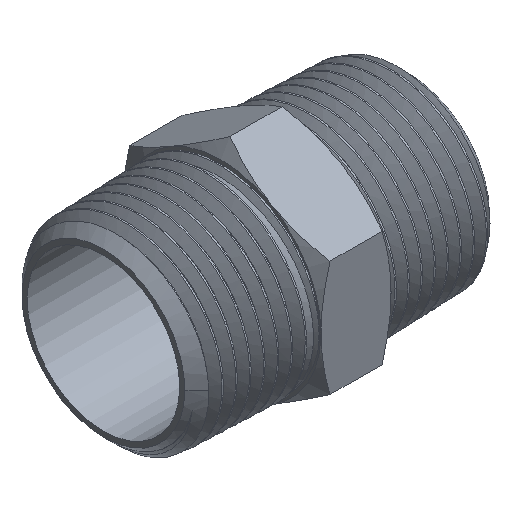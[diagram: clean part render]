
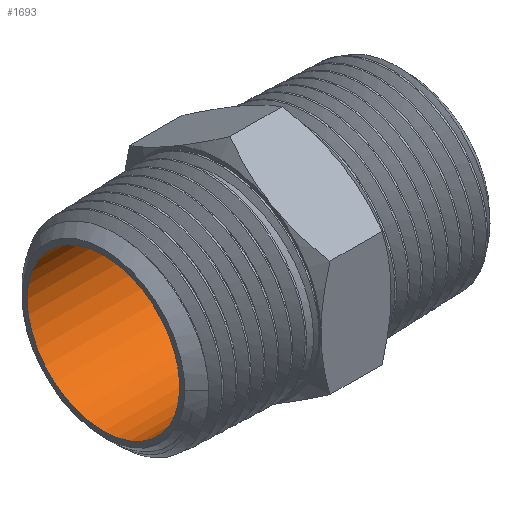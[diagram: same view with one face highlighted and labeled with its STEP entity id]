
A CAD part, isometric view. The second image highlights one B-rep face of the part: STEP entity #1693.
In plain terms, the highlighted cylindrical face has radius 10.287 mm (diameter 20.574 mm), a full revolution.
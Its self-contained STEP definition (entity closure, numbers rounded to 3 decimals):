
#21=CYLINDRICAL_SURFACE('',#1789,10.287);
#89=CIRCLE('',#1785,10.287);
#92=CIRCLE('',#1790,10.287);
#143=FACE_OUTER_BOUND('',#218,.T.);
#218=EDGE_LOOP('',(#1386,#1387,#1388,#1389));
#458=LINE('',#13366,#503);
#503=VECTOR('',#1989,10.287);
#613=VERTEX_POINT('',#7144);
#714=VERTEX_POINT('',#13364);
#869=EDGE_CURVE('',#613,#613,#89,.T.);
#976=EDGE_CURVE('',#714,#714,#92,.T.);
#977=EDGE_CURVE('',#714,#613,#458,.T.);
#1386=ORIENTED_EDGE('',*,*,#976,.F.);
#1387=ORIENTED_EDGE('',*,*,#977,.T.);
#1388=ORIENTED_EDGE('',*,*,#869,.T.);
#1389=ORIENTED_EDGE('',*,*,#977,.F.);
#1693=ADVANCED_FACE('',(#143),#21,.F.);
#1785=AXIS2_PLACEMENT_3D('',#7145,#1977,#1978);
#1789=AXIS2_PLACEMENT_3D('',#13363,#1985,#1986);
#1790=AXIS2_PLACEMENT_3D('',#13365,#1987,#1988);
#1977=DIRECTION('center_axis',(0.,0.,-1.));
#1978=DIRECTION('ref_axis',(0.,-1.,0.));
#1985=DIRECTION('center_axis',(0.,0.,-1.));
#1986=DIRECTION('ref_axis',(0.,-1.,0.));
#1987=DIRECTION('center_axis',(0.,0.,-1.));
#1988=DIRECTION('ref_axis',(0.,-1.,0.));
#1989=DIRECTION('',(0.,0.,-1.));
#7144=CARTESIAN_POINT('',(0.,10.287,0.));
#7145=CARTESIAN_POINT('Origin',(0.,0.,0.));
#13363=CARTESIAN_POINT('Origin',(0.,0.,1.));
#13364=CARTESIAN_POINT('',(0.,10.287,41.132));
#13365=CARTESIAN_POINT('Origin',(0.,0.,41.132));
#13366=CARTESIAN_POINT('',(0.,10.287,1.));
